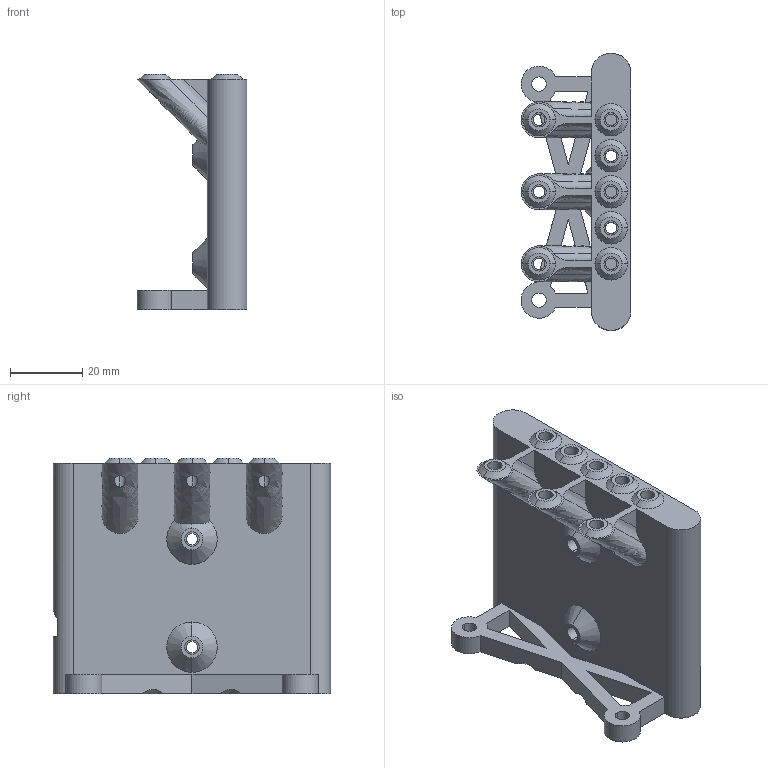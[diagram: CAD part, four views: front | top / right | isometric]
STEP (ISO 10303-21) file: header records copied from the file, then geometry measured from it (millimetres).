
FILE_DESCRIPTION (( 'STEP AP214' ), '1' );
FILE_NAME ('battery holder_v0.3.STEP', '2025-03-14T15:49:57', ( '' ), ( '' ), 'SwSTEP 2.0', 'SolidWorks 2025', '' );
FILE_SCHEMA (( 'AUTOMOTIVE_DESIGN' ));
Length unit declared in the file: millimetre
Products named in the file (1): battery holder_v0.3
Bounding box: 30.5 x 77 x 65.5 mm (x, y, z)
Volume: 29689.4 mm3; surface area: 19532.3 mm2
Topology: 1 solids, 1 shells, 183 faces, 453 edges, 300 vertices
Faces by surface type: plane 77, cylinder 59, cone 34, bspline 9, torus 4
Entity records: 5987 total; most frequent: CARTESIAN_POINT 1457, DIRECTION 958, ORIENTED_EDGE 906, EDGE_CURVE 453, AXIS2_PLACEMENT_3D 361, VERTEX_POINT 300, EDGE_LOOP 245, LINE 236
